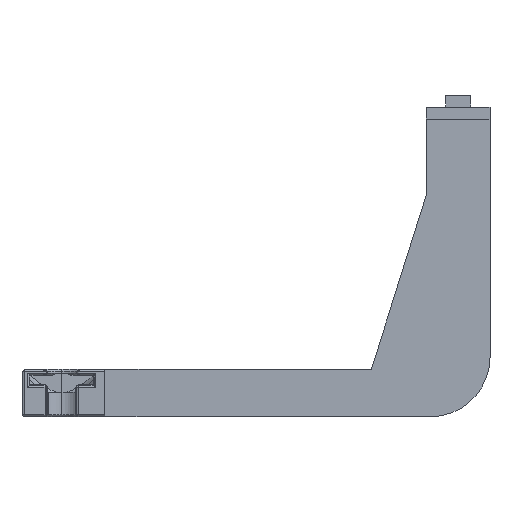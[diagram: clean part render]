
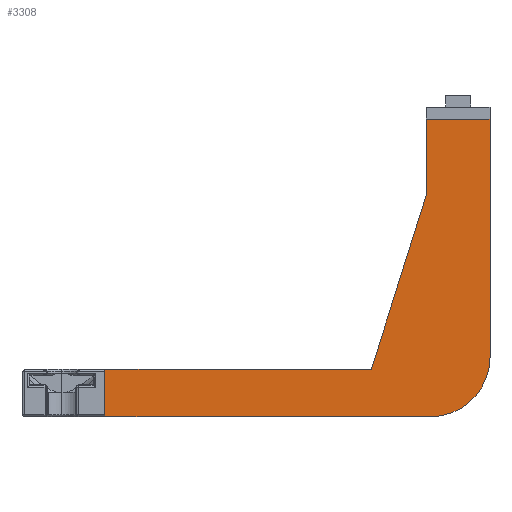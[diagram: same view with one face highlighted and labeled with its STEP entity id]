
A CAD part, front view. The second image highlights one B-rep face of the part: STEP entity #3308.
In plain terms, the highlighted planar face has unit normal (0, -1, 0).
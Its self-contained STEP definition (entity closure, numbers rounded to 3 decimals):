
#1739=CARTESIAN_POINT('',(223.106,-317.943,-60.));
#1740=VERTEX_POINT('',#1739);
#1741=CARTESIAN_POINT('',(155.982,-317.943,-60.));
#1742=VERTEX_POINT('',#1741);
#1743=CARTESIAN_POINT('',(223.106,-317.943,-60.));
#1744=DIRECTION('',(-1.,-0.,0.));
#1745=VECTOR('',#1744,67.124);
#1746=LINE('',#1743,#1745);
#1747=EDGE_CURVE('',#1740,#1742,#1746,.T.);
#3087=CARTESIAN_POINT('',(155.982,-317.943,-72.));
#3088=VERTEX_POINT('',#3087);
#3089=CARTESIAN_POINT('',(155.982,-317.943,-60.));
#3090=DIRECTION('',(0.,0.,-1.));
#3091=VECTOR('',#3090,12.);
#3092=LINE('',#3089,#3091);
#3093=EDGE_CURVE('',#1742,#3088,#3092,.T.);
#3196=CARTESIAN_POINT('',(238.,-317.943,-72.));
#3197=VERTEX_POINT('',#3196);
#3204=CARTESIAN_POINT('',(238.,-317.943,-72.));
#3205=DIRECTION('',(-1.,-0.,0.));
#3206=VECTOR('',#3205,82.018);
#3207=LINE('',#3204,#3206);
#3208=EDGE_CURVE('',#3197,#3088,#3207,.T.);
#3259=CARTESIAN_POINT('',(191.982,-317.943,-66.));
#3260=DIRECTION('',(-0.,1.,0.));
#3261=DIRECTION('',(-1.,-0.,0.));
#3262=AXIS2_PLACEMENT_3D('',#3259,#3260,#3261);
#3263=PLANE('',#3262);
#3264=ORIENTED_EDGE('',*,*,#3208,.F.);
#3265=CARTESIAN_POINT('',(253.,-317.943,-57.));
#3266=VERTEX_POINT('',#3265);
#3267=CARTESIAN_POINT('',(238.,-317.943,-57.));
#3268=DIRECTION('',(0.,-1.,-0.));
#3269=DIRECTION('',(-1.,-0.,0.));
#3270=AXIS2_PLACEMENT_3D('',#3267,#3268,#3269);
#3271=CIRCLE('',#3270,15.);
#3272=EDGE_CURVE('',#3197,#3266,#3271,.T.);
#3273=ORIENTED_EDGE('',*,*,#3272,.T.);
#3274=CARTESIAN_POINT('',(253.,-317.943,3.));
#3275=VERTEX_POINT('',#3274);
#3276=CARTESIAN_POINT('',(253.,-317.943,3.));
#3277=DIRECTION('',(0.,0.,-1.));
#3278=VECTOR('',#3277,60.);
#3279=LINE('',#3276,#3278);
#3280=EDGE_CURVE('',#3275,#3266,#3279,.T.);
#3281=ORIENTED_EDGE('',*,*,#3280,.F.);
#3282=CARTESIAN_POINT('',(237.,-317.943,3.));
#3283=VERTEX_POINT('',#3282);
#3284=CARTESIAN_POINT('',(253.,-317.943,3.));
#3285=DIRECTION('',(-1.,0.,0.));
#3286=VECTOR('',#3285,16.);
#3287=LINE('',#3284,#3286);
#3288=EDGE_CURVE('',#3275,#3283,#3287,.T.);
#3289=ORIENTED_EDGE('',*,*,#3288,.T.);
#3290=CARTESIAN_POINT('',(237.,-317.943,-16.055));
#3291=VERTEX_POINT('',#3290);
#3292=CARTESIAN_POINT('',(237.,-317.943,-16.055));
#3293=DIRECTION('',(0.,0.,1.));
#3294=VECTOR('',#3293,19.055);
#3295=LINE('',#3292,#3294);
#3296=EDGE_CURVE('',#3291,#3283,#3295,.T.);
#3297=ORIENTED_EDGE('',*,*,#3296,.F.);
#3298=CARTESIAN_POINT('',(237.,-317.943,-16.055));
#3299=DIRECTION('',(-0.301,-0.,-0.953));
#3300=VECTOR('',#3299,46.089);
#3301=LINE('',#3298,#3300);
#3302=EDGE_CURVE('',#3291,#1740,#3301,.T.);
#3303=ORIENTED_EDGE('',*,*,#3302,.T.);
#3304=ORIENTED_EDGE('',*,*,#1747,.T.);
#3305=ORIENTED_EDGE('',*,*,#3093,.T.);
#3306=EDGE_LOOP('',(#3264,#3273,#3281,#3289,#3297,#3303,#3304,#3305));
#3307=FACE_BOUND('',#3306,.T.);
#3308=ADVANCED_FACE('',(#3307),#3263,.F.);
